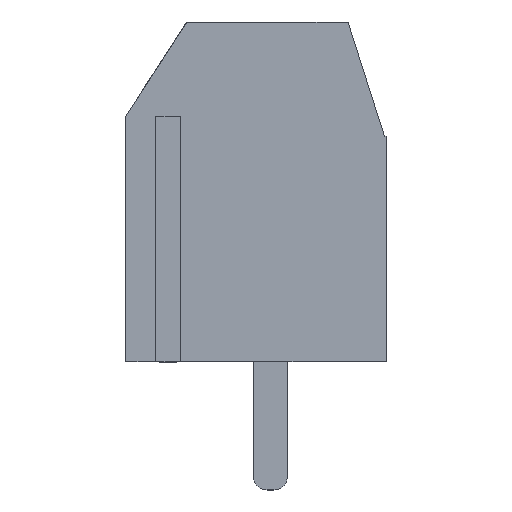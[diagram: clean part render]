
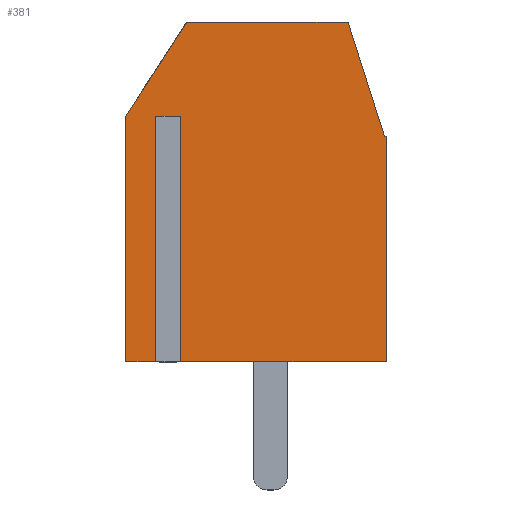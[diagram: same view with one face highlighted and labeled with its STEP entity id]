
A CAD part, left-side view. The second image highlights one B-rep face of the part: STEP entity #381.
In plain terms, the highlighted face is planar.
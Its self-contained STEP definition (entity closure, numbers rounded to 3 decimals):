
#54 = VERTEX_POINT('',#55);
#55 = CARTESIAN_POINT('',(-17.924,-12.907,10.));
#61 = EDGE_CURVE('',#54,#62,#64,.T.);
#62 = VERTEX_POINT('',#63);
#63 = CARTESIAN_POINT('',(-17.924,-5.672,10.));
#64 = LINE('',#65,#66);
#65 = CARTESIAN_POINT('',(-17.924,-12.907,10.));
#66 = VECTOR('',#67,1.);
#67 = DIRECTION('',(0.,1.,0.));
#166 = VERTEX_POINT('',#167);
#167 = CARTESIAN_POINT('',(-10.246,-12.907,10.));
#173 = EDGE_CURVE('',#166,#174,#176,.T.);
#174 = VERTEX_POINT('',#175);
#175 = CARTESIAN_POINT('',(-16.424,-12.907,10.));
#176 = LINE('',#177,#178);
#177 = CARTESIAN_POINT('',(-10.246,-12.907,10.));
#178 = VECTOR('',#179,1.);
#179 = DIRECTION('',(-1.,0.,0.));
#182 = VERTEX_POINT('',#183);
#183 = CARTESIAN_POINT('',(-16.924,-12.907,10.));
#189 = EDGE_CURVE('',#182,#54,#190,.T.);
#190 = LINE('',#191,#192);
#191 = CARTESIAN_POINT('',(-10.246,-12.907,10.));
#192 = VECTOR('',#193,1.);
#193 = DIRECTION('',(-1.,0.,0.));
#247 = EDGE_CURVE('',#62,#248,#250,.T.);
#248 = VERTEX_POINT('',#249);
#249 = CARTESIAN_POINT('',(-16.128,-2.893,10.));
#250 = LINE('',#251,#252);
#251 = CARTESIAN_POINT('',(-17.924,-5.672,10.));
#252 = VECTOR('',#253,1.);
#253 = DIRECTION('',(0.543,0.84,0.));
#381 = ADVANCED_FACE('',(#382),#440,.T.);
#382 = FACE_BOUND('',#383,.T.);
#383 = EDGE_LOOP('',(#384,#385,#386,#394,#402,#408,#409,#417,#425,#433,
    #439));
#384 = ORIENTED_EDGE('',*,*,#61,.F.);
#385 = ORIENTED_EDGE('',*,*,#189,.F.);
#386 = ORIENTED_EDGE('',*,*,#387,.F.);
#387 = EDGE_CURVE('',#388,#182,#390,.T.);
#388 = VERTEX_POINT('',#389);
#389 = CARTESIAN_POINT('',(-16.924,-5.672,10.));
#390 = LINE('',#391,#392);
#391 = CARTESIAN_POINT('',(-16.924,-5.672,10.));
#392 = VECTOR('',#393,1.);
#393 = DIRECTION('',(0.,-1.,0.));
#394 = ORIENTED_EDGE('',*,*,#395,.F.);
#395 = EDGE_CURVE('',#396,#388,#398,.T.);
#396 = VERTEX_POINT('',#397);
#397 = CARTESIAN_POINT('',(-16.424,-5.672,10.));
#398 = LINE('',#399,#400);
#399 = CARTESIAN_POINT('',(-16.424,-5.672,10.));
#400 = VECTOR('',#401,1.);
#401 = DIRECTION('',(-1.,0.,0.));
#402 = ORIENTED_EDGE('',*,*,#403,.F.);
#403 = EDGE_CURVE('',#174,#396,#404,.T.);
#404 = LINE('',#405,#406);
#405 = CARTESIAN_POINT('',(-16.424,-12.907,10.));
#406 = VECTOR('',#407,1.);
#407 = DIRECTION('',(0.,1.,0.));
#408 = ORIENTED_EDGE('',*,*,#173,.F.);
#409 = ORIENTED_EDGE('',*,*,#410,.F.);
#410 = EDGE_CURVE('',#411,#166,#413,.T.);
#411 = VERTEX_POINT('',#412);
#412 = CARTESIAN_POINT('',(-10.246,-6.256,10.));
#413 = LINE('',#414,#415);
#414 = CARTESIAN_POINT('',(-10.246,-6.256,10.));
#415 = VECTOR('',#416,1.);
#416 = DIRECTION('',(0.,-1.,0.));
#417 = ORIENTED_EDGE('',*,*,#418,.F.);
#418 = EDGE_CURVE('',#419,#411,#421,.T.);
#419 = VERTEX_POINT('',#420);
#420 = CARTESIAN_POINT('',(-10.297,-6.256,10.));
#421 = LINE('',#422,#423);
#422 = CARTESIAN_POINT('',(-10.297,-6.256,10.));
#423 = VECTOR('',#424,1.);
#424 = DIRECTION('',(1.,0.,0.));
#425 = ORIENTED_EDGE('',*,*,#426,.F.);
#426 = EDGE_CURVE('',#427,#419,#429,.T.);
#427 = VERTEX_POINT('',#428);
#428 = CARTESIAN_POINT('',(-11.373,-2.893,10.));
#429 = LINE('',#430,#431);
#430 = CARTESIAN_POINT('',(-11.373,-2.893,10.));
#431 = VECTOR('',#432,1.);
#432 = DIRECTION('',(0.305,-0.952,0.));
#433 = ORIENTED_EDGE('',*,*,#434,.F.);
#434 = EDGE_CURVE('',#248,#427,#435,.T.);
#435 = LINE('',#436,#437);
#436 = CARTESIAN_POINT('',(-16.128,-2.893,10.));
#437 = VECTOR('',#438,1.);
#438 = DIRECTION('',(1.,0.,0.));
#439 = ORIENTED_EDGE('',*,*,#247,.F.);
#440 = PLANE('',#441);
#441 = AXIS2_PLACEMENT_3D('',#442,#443,#444);
#442 = CARTESIAN_POINT('',(-14.046,-8.264,10.));
#443 = DIRECTION('',(0.,0.,1.));
#444 = DIRECTION('',(1.,0.,0.));
